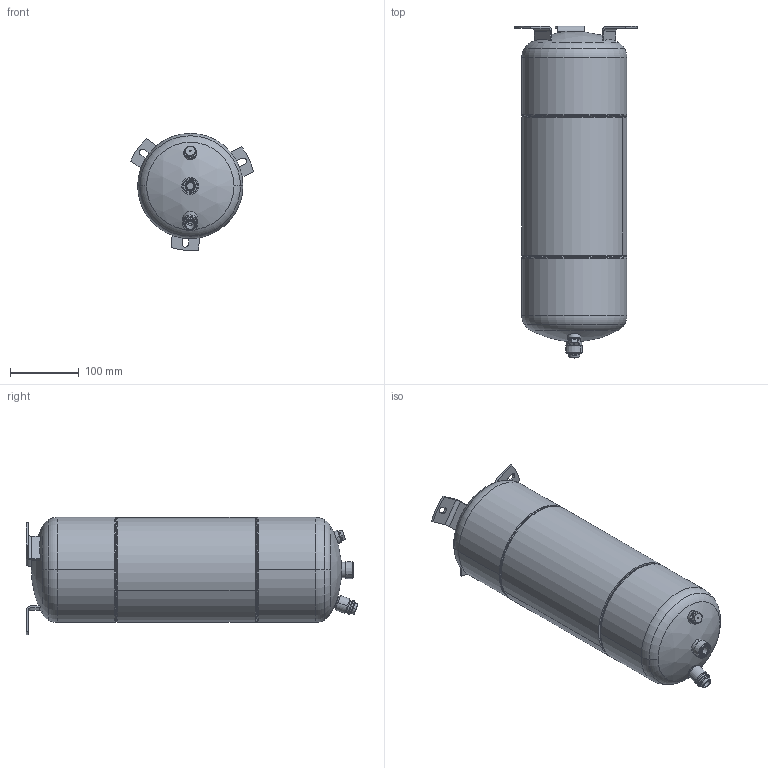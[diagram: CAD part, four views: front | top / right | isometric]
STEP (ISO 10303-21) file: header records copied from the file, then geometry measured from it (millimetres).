
FILE_DESCRIPTION((''),'2;1');
FILE_NAME('118U601108','2023-04-03T16:26:33',('U375483'),('DANFOSS COMMERCIAL COMPRESSOR'),'CREO PARAMETRIC BY PTC INC, 2022124','CREO PARAMETRIC BY PTC INC, 2022124','');
FILE_SCHEMA(('CONFIG_CONTROL_DESIGN'));
Length unit declared in the file: millimetre
Products named in the file (1): 118U601108
Bounding box: 177.87 x 480.99 x 169.89 mm (x, y, z)
Volume: 725665.6 mm3; surface area: 526331.5 mm2
Topology: 6 solids, 6 shells, 222 faces, 498 edges, 310 vertices
Faces by surface type: cylinder 92, plane 57, cone 34, torus 32, sphere 4, extrusion 3
Entity records: 6609 total; most frequent: CARTESIAN_POINT 1407, DIRECTION 1182, ORIENTED_EDGE 996, EDGE_CURVE 498, AXIS2_PLACEMENT_3D 495, VERTEX_POINT 310, CIRCLE 276, EDGE_LOOP 264
